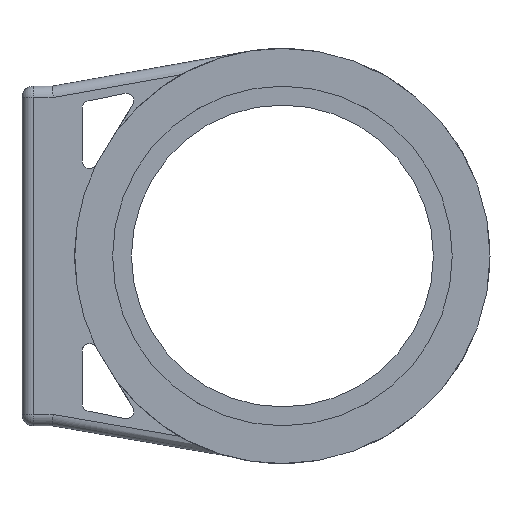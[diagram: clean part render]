
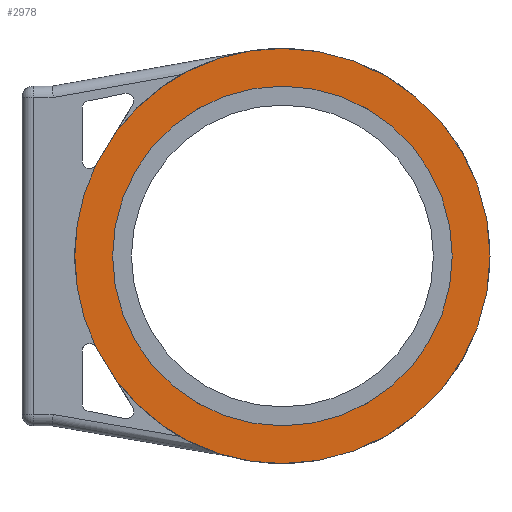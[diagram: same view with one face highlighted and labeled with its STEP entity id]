
A CAD part, front view. The second image highlights one B-rep face of the part: STEP entity #2978.
In plain terms, the highlighted planar face has unit normal (0, -1, 0).
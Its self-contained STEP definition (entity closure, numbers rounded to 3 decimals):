
#210 = EDGE_CURVE ( 'NONE', #2922, #1660, #1885, .T. ) ;
#236 = CARTESIAN_POINT ( 'NONE',  ( 0., 0., 55. ) ) ;
#290 = EDGE_CURVE ( 'NONE', #2691, #4010, #3497, .T. ) ;
#309 = CARTESIAN_POINT ( 'NONE',  ( -49.509, 0., 23.956 ) ) ;
#312 = DIRECTION ( 'NONE',  ( 0., 1., 0. ) ) ;
#330 = CARTESIAN_POINT ( 'NONE',  ( 0., 0., 0. ) ) ;
#361 = CARTESIAN_POINT ( 'NONE',  ( 0., 0., 0. ) ) ;
#392 = DIRECTION ( 'NONE',  ( 0.521, 0., -0.853 ) ) ;
#442 = ORIENTED_EDGE ( 'NONE', *, *, #210, .F. ) ;
#444 = DIRECTION ( 'NONE',  ( -0.521, 0., -0.853 ) ) ;
#928 = CARTESIAN_POINT ( 'NONE',  ( 0., 0., 0. ) ) ;
#985 = DIRECTION ( 'NONE',  ( 0., 0., 1. ) ) ;
#1063 = AXIS2_PLACEMENT_3D ( 'NONE', #1363, #312, #6439 ) ;
#1110 = DIRECTION ( 'NONE',  ( 0., 0., 1. ) ) ;
#1129 = FACE_BOUND ( 'NONE', #4729, .T. ) ;
#1363 = CARTESIAN_POINT ( 'NONE',  ( 0., 0., 0. ) ) ;
#1505 = EDGE_CURVE ( 'NONE', #1958, #3504, #2002, .T. ) ;
#1536 = ORIENTED_EDGE ( 'NONE', *, *, #4041, .T. ) ;
#1618 = AXIS2_PLACEMENT_3D ( 'NONE', #330, #2379, #6459 ) ;
#1652 = CIRCLE ( 'NONE', #6249, 2. ) ;
#1660 = VERTEX_POINT ( 'NONE', #309 ) ;
#1814 = CARTESIAN_POINT ( 'NONE',  ( 0., 0., 0. ) ) ;
#1837 = CIRCLE ( 'NONE', #5361, 55. ) ;
#1883 = DIRECTION ( 'NONE',  ( 0., 1., 0. ) ) ;
#1885 = CIRCLE ( 'NONE', #5091, 55. ) ;
#1917 = DIRECTION ( 'NONE',  ( 0., 1., 0. ) ) ;
#1944 = DIRECTION ( 'NONE',  ( 0., 1., 0. ) ) ;
#1958 = VERTEX_POINT ( 'NONE', #236 ) ;
#1979 = CARTESIAN_POINT ( 'NONE',  ( -49.379, 0., -24.144 ) ) ;
#2002 = CIRCLE ( 'NONE', #2862, 55. ) ;
#2026 = AXIS2_PLACEMENT_3D ( 'NONE', #1814, #5901, #4386 ) ;
#2137 = ORIENTED_EDGE ( 'NONE', *, *, #2698, .T. ) ;
#2314 = CARTESIAN_POINT ( 'NONE',  ( -43.843, 0., -33.208 ) ) ;
#2379 = DIRECTION ( 'NONE',  ( 0., 1., 0. ) ) ;
#2410 = CARTESIAN_POINT ( 'NONE',  ( -49.379, 0., 24.144 ) ) ;
#2476 = CARTESIAN_POINT ( 'NONE',  ( -37.277, 0., -43.96 ) ) ;
#2507 = CARTESIAN_POINT ( 'NONE',  ( -51.086, 0., 25.186 ) ) ;
#2600 = ORIENTED_EDGE ( 'NONE', *, *, #290, .T. ) ;
#2691 = VERTEX_POINT ( 'NONE', #2701 ) ;
#2698 = EDGE_CURVE ( 'NONE', #6130, #4787, #5444, .T. ) ;
#2701 = CARTESIAN_POINT ( 'NONE',  ( -43.843, 0., 33.208 ) ) ;
#2862 = AXIS2_PLACEMENT_3D ( 'NONE', #6192, #5154, #1110 ) ;
#2922 = VERTEX_POINT ( 'NONE', #4707 ) ;
#2978 = ADVANCED_FACE ( 'NONE', ( #5715, #1129 ), #3159, .F. ) ;
#3101 = AXIS2_PLACEMENT_3D ( 'NONE', #6141, #3522, #985 ) ;
#3159 = PLANE ( 'NONE',  #3732 ) ;
#3171 = CARTESIAN_POINT ( 'NONE',  ( 0., 0., -45. ) ) ;
#3274 = VECTOR ( 'NONE', #392, 1000. ) ;
#3312 = CIRCLE ( 'NONE', #2026, 55. ) ;
#3367 = ORIENTED_EDGE ( 'NONE', *, *, #5364, .F. ) ;
#3476 = CARTESIAN_POINT ( 'NONE',  ( 0., 0., -55. ) ) ;
#3497 = LINE ( 'NONE', #5041, #4675 ) ;
#3504 = VERTEX_POINT ( 'NONE', #3476 ) ;
#3522 = DIRECTION ( 'NONE',  ( 0., 1., 0. ) ) ;
#3635 = VERTEX_POINT ( 'NONE', #1979 ) ;
#3732 = AXIS2_PLACEMENT_3D ( 'NONE', #5204, #1883, #4934 ) ;
#3934 = DIRECTION ( 'NONE',  ( 0., 0., 1. ) ) ;
#3985 = ORIENTED_EDGE ( 'NONE', *, *, #4064, .T. ) ;
#4010 = VERTEX_POINT ( 'NONE', #2410 ) ;
#4041 = EDGE_CURVE ( 'NONE', #3635, #5272, #6003, .T. ) ;
#4064 = EDGE_CURVE ( 'NONE', #4010, #1660, #1652, .T. ) ;
#4311 = ORIENTED_EDGE ( 'NONE', *, *, #6523, .T. ) ;
#4386 = DIRECTION ( 'NONE',  ( 0., 0., 1. ) ) ;
#4550 = DIRECTION ( 'NONE',  ( 0., 0., 1. ) ) ;
#4675 = VECTOR ( 'NONE', #444, 1000. ) ;
#4707 = CARTESIAN_POINT ( 'NONE',  ( -49.509, 0., -23.956 ) ) ;
#4729 = EDGE_LOOP ( 'NONE', ( #2137, #5868 ) ) ;
#4787 = VERTEX_POINT ( 'NONE', #5891 ) ;
#4839 = DIRECTION ( 'NONE',  ( 0., 0., 1. ) ) ;
#4934 = DIRECTION ( 'NONE',  ( 0., 0., 1. ) ) ;
#5041 = CARTESIAN_POINT ( 'NONE',  ( -37.277, 0., 43.96 ) ) ;
#5091 = AXIS2_PLACEMENT_3D ( 'NONE', #928, #6444, #3934 ) ;
#5154 = DIRECTION ( 'NONE',  ( 0., 1., 0. ) ) ;
#5204 = CARTESIAN_POINT ( 'NONE',  ( 0., 0., 0. ) ) ;
#5232 = EDGE_LOOP ( 'NONE', ( #442, #4311, #1536, #3367, #6463, #5587, #2600, #3985 ) ) ;
#5272 = VERTEX_POINT ( 'NONE', #2314 ) ;
#5358 = EDGE_CURVE ( 'NONE', #4787, #6130, #6514, .T. ) ;
#5361 = AXIS2_PLACEMENT_3D ( 'NONE', #361, #1917, #4839 ) ;
#5364 = EDGE_CURVE ( 'NONE', #3504, #5272, #1837, .T. ) ;
#5444 = CIRCLE ( 'NONE', #1063, 45. ) ;
#5587 = ORIENTED_EDGE ( 'NONE', *, *, #6011, .F. ) ;
#5715 = FACE_OUTER_BOUND ( 'NONE', #5232, .T. ) ;
#5868 = ORIENTED_EDGE ( 'NONE', *, *, #5358, .T. ) ;
#5891 = CARTESIAN_POINT ( 'NONE',  ( 0., 0., 45. ) ) ;
#5901 = DIRECTION ( 'NONE',  ( 0., 1., 0. ) ) ;
#6003 = LINE ( 'NONE', #2476, #3274 ) ;
#6011 = EDGE_CURVE ( 'NONE', #2691, #1958, #3312, .T. ) ;
#6130 = VERTEX_POINT ( 'NONE', #3171 ) ;
#6141 = CARTESIAN_POINT ( 'NONE',  ( -51.086, 0., -25.186 ) ) ;
#6192 = CARTESIAN_POINT ( 'NONE',  ( 0., 0., 0. ) ) ;
#6249 = AXIS2_PLACEMENT_3D ( 'NONE', #2507, #1944, #4550 ) ;
#6307 = CIRCLE ( 'NONE', #3101, 2. ) ;
#6439 = DIRECTION ( 'NONE',  ( 0., 0., 1. ) ) ;
#6444 = DIRECTION ( 'NONE',  ( 0., 1., 0. ) ) ;
#6459 = DIRECTION ( 'NONE',  ( 0., 0., 1. ) ) ;
#6463 = ORIENTED_EDGE ( 'NONE', *, *, #1505, .F. ) ;
#6514 = CIRCLE ( 'NONE', #1618, 45. ) ;
#6523 = EDGE_CURVE ( 'NONE', #2922, #3635, #6307, .T. ) ;
